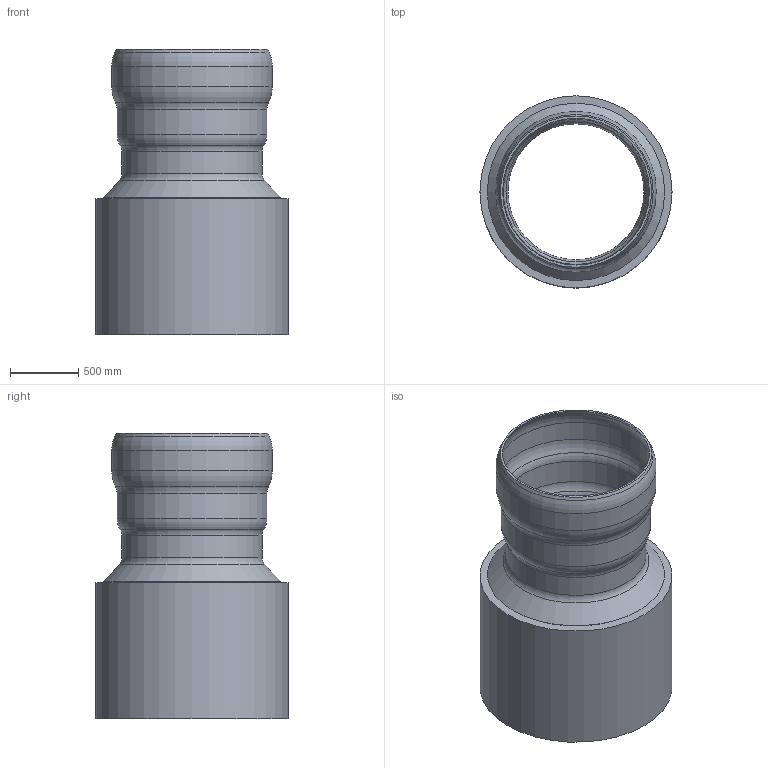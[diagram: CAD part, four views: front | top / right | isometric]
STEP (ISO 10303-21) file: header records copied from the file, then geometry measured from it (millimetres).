
FILE_DESCRIPTION(/* description */ (''),/* implementation_level */ '2;1');
FILE_NAME(/* name */ '08220.100C_3D.stp',/* time_stamp */ '2024-12-11T14:20:03+01:00',/* author */ ('CAD'),/* organization */ (''),/* preprocessor_version */ 'ST-DEVELOPER v20',/* originating_system */ 'AutoCAD Mechanical',/* authorisation */ '');
FILE_SCHEMA (('AUTOMOTIVE_DESIGN { 1 0 10303 214 3 1 1 }'));
Length unit declared in the file: centimetre
Products named in the file (2): Product; *S0
Assembly tree (1 placements, depth 2):
  Product
    *S0
Bounding box: 1413 x 1413 x 2100 mm (x, y, z)
Volume: 337989676.2 mm3; surface area: 17233256.8 mm2
Topology: 2 solids, 2 shells, 28 faces, 69 edges, 44 vertices
Faces by surface type: torus 12, cylinder 8, cone 5, plane 3
Full cylindrical faces by diameter (mm): 1000 x1, 1030 x1, 1069.991 x1, 1099.991 x1, 1149.991 x1, 1179.991 x1, 1282 x1, 1413 x1
Entity records: 912 total; most frequent: DIRECTION 187, CARTESIAN_POINT 144, ORIENTED_EDGE 138, AXIS2_PLACEMENT_3D 87, EDGE_CURVE 69, CIRCLE 56, VERTEX_POINT 44, EDGE_LOOP 31
